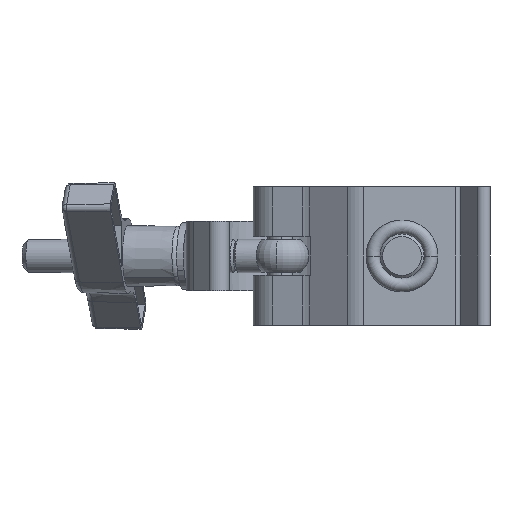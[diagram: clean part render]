
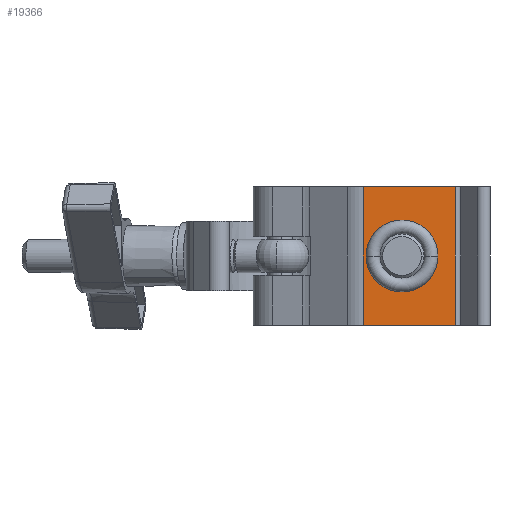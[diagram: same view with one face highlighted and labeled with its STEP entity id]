
A CAD part, front view. The second image highlights one B-rep face of the part: STEP entity #19366.
In plain terms, the highlighted planar face has unit normal (0, -1, 0).
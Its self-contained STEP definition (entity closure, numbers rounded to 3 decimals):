
#61 = CARTESIAN_POINT ( 'NONE',  ( 12.579, 0., -24.95 ) ) ;
#463 = CARTESIAN_POINT ( 'NONE',  ( 12.579, 0., 24.95 ) ) ;
#957 = VECTOR ( 'NONE', #18842, 1000. ) ;
#1541 = VECTOR ( 'NONE', #12911, 1000. ) ;
#1653 = PLANE ( 'NONE',  #20739 ) ;
#2403 = DIRECTION ( 'NONE',  ( 0., 1., 0. ) ) ;
#2435 = DIRECTION ( 'NONE',  ( 0., 0., 1. ) ) ;
#3144 = DIRECTION ( 'NONE',  ( 0., 1., 0. ) ) ;
#3261 = LINE ( 'NONE', #22817, #1541 ) ;
#3482 = VERTEX_POINT ( 'NONE', #14156 ) ;
#3641 = FACE_OUTER_BOUND ( 'NONE', #5905, .T. ) ;
#3855 = EDGE_CURVE ( 'NONE', #3482, #25446, #9147, .T. ) ;
#4162 = DIRECTION ( 'NONE',  ( 0., 1., 0. ) ) ;
#4580 = AXIS2_PLACEMENT_3D ( 'NONE', #14287, #2403, #16671 ) ;
#4757 = CARTESIAN_POINT ( 'NONE',  ( 31.66, 0., 0. ) ) ;
#5277 = ORIENTED_EDGE ( 'NONE', *, *, #5957, .F. ) ;
#5905 = EDGE_LOOP ( 'NONE', ( #6571, #5277, #12986, #21443 ) ) ;
#5957 = EDGE_CURVE ( 'NONE', #11555, #8340, #3261, .T. ) ;
#5985 = EDGE_LOOP ( 'NONE', ( #12240, #16847 ) ) ;
#6571 = ORIENTED_EDGE ( 'NONE', *, *, #13555, .T. ) ;
#7275 = CARTESIAN_POINT ( 'NONE',  ( 45.642, 0., 24.95 ) ) ;
#8229 = CARTESIAN_POINT ( 'NONE',  ( 45.642, 0., -24.95 ) ) ;
#8340 = VERTEX_POINT ( 'NONE', #8229 ) ;
#9147 = CIRCLE ( 'NONE', #21795, 6.35 ) ;
#10798 = LINE ( 'NONE', #24800, #957 ) ;
#11555 = VERTEX_POINT ( 'NONE', #7275 ) ;
#11869 = VECTOR ( 'NONE', #13767, 1000. ) ;
#12068 = VERTEX_POINT ( 'NONE', #23217 ) ;
#12240 = ORIENTED_EDGE ( 'NONE', *, *, #3855, .T. ) ;
#12299 = CARTESIAN_POINT ( 'NONE',  ( 12.579, 0., 24.95 ) ) ;
#12911 = DIRECTION ( 'NONE',  ( 0., 0., -1. ) ) ;
#12986 = ORIENTED_EDGE ( 'NONE', *, *, #18806, .F. ) ;
#13034 = VECTOR ( 'NONE', #26077, 1000. ) ;
#13555 = EDGE_CURVE ( 'NONE', #13902, #8340, #23984, .T. ) ;
#13767 = DIRECTION ( 'NONE',  ( 1., 0., 0. ) ) ;
#13835 = CIRCLE ( 'NONE', #4580, 6.35 ) ;
#13902 = VERTEX_POINT ( 'NONE', #61 ) ;
#14156 = CARTESIAN_POINT ( 'NONE',  ( 31.66, 0., -6.35 ) ) ;
#14287 = CARTESIAN_POINT ( 'NONE',  ( 31.66, 0., 0. ) ) ;
#15150 = DIRECTION ( 'NONE',  ( 0., 0., -1. ) ) ;
#16189 = CARTESIAN_POINT ( 'NONE',  ( 12.579, 0., -24.95 ) ) ;
#16390 = LINE ( 'NONE', #12299, #11869 ) ;
#16671 = DIRECTION ( 'NONE',  ( 0., 0., -1. ) ) ;
#16847 = ORIENTED_EDGE ( 'NONE', *, *, #23415, .T. ) ;
#17615 = FACE_BOUND ( 'NONE', #5985, .T. ) ;
#18266 = EDGE_CURVE ( 'NONE', #12068, #13902, #10798, .T. ) ;
#18806 = EDGE_CURVE ( 'NONE', #12068, #11555, #16390, .T. ) ;
#18842 = DIRECTION ( 'NONE',  ( 0., 0., -1. ) ) ;
#19366 = ADVANCED_FACE ( 'NONE', ( #17615, #3641 ), #1653, .F. ) ;
#20739 = AXIS2_PLACEMENT_3D ( 'NONE', #463, #4162, #2435 ) ;
#21443 = ORIENTED_EDGE ( 'NONE', *, *, #18266, .T. ) ;
#21795 = AXIS2_PLACEMENT_3D ( 'NONE', #4757, #3144, #15150 ) ;
#22817 = CARTESIAN_POINT ( 'NONE',  ( 45.642, 0., 24.95 ) ) ;
#23217 = CARTESIAN_POINT ( 'NONE',  ( 12.579, 0., 24.95 ) ) ;
#23415 = EDGE_CURVE ( 'NONE', #25446, #3482, #13835, .T. ) ;
#23984 = LINE ( 'NONE', #16189, #13034 ) ;
#24800 = CARTESIAN_POINT ( 'NONE',  ( 12.579, 0., 24.95 ) ) ;
#25446 = VERTEX_POINT ( 'NONE', #26065 ) ;
#26065 = CARTESIAN_POINT ( 'NONE',  ( 31.66, 0., 6.35 ) ) ;
#26077 = DIRECTION ( 'NONE',  ( 1., 0., 0. ) ) ;
